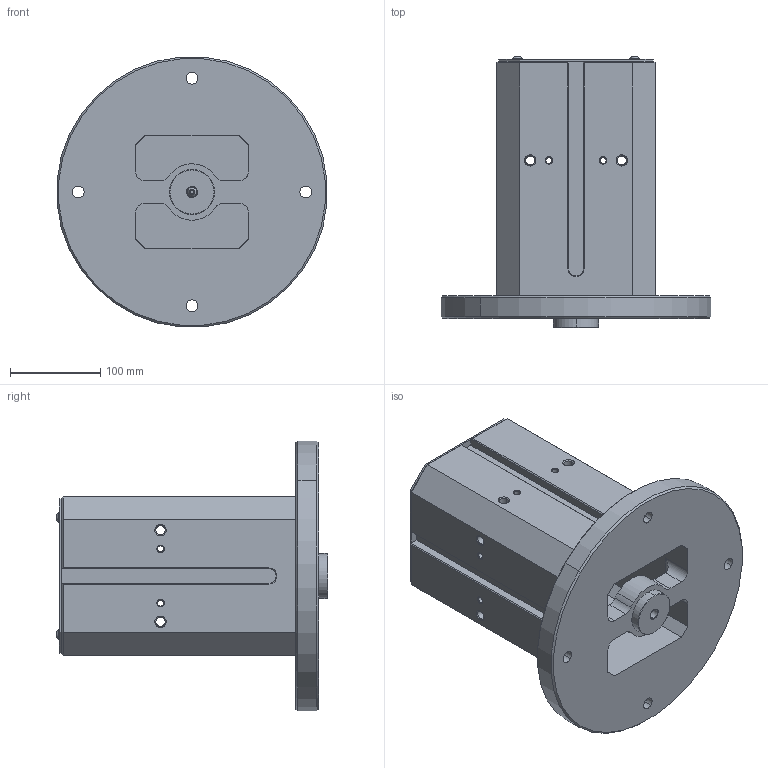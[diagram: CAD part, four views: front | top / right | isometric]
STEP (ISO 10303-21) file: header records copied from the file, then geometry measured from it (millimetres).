
FILE_DESCRIPTION (( 'STEP AP203' ), '1' );
FILE_NAME ('05-0564.STEP', '2025-01-15T21:02:12', ( '' ), ( '' ), 'SwSTEP 2.0', 'SolidWorks 2023', '' );
FILE_SCHEMA (( 'CONFIG_CONTROL_DESIGN' ));
Length unit declared in the file: inch
Products named in the file (5): 10000219418_4; 10000155138_91239A321_4; 05-0564; 10000220874_2; 10000220875_2
Assembly tree (8 placements, depth 2):
  05-0564
    10000220875_2
    10000219418_4
    10000155138_91239A321_4  x5
    10000220874_2
Bounding box: 298.86 x 300.3 x 298.86 mm (x, y, z)
Volume: 5089499.3 mm3; surface area: 557681.8 mm2
Topology: 8 solids, 8 shells, 597 faces, 1593 edges, 1015 vertices
Faces by surface type: cylinder 348, plane 123, cone 111, bspline 15
Entity records: 11739 total; most frequent: CARTESIAN_POINT 3564, ORIENTED_EDGE 1622, DIRECTION 1559, EDGE_CURVE 811, AXIS2_PLACEMENT_3D 569, VERTEX_POINT 511, LINE 421, VECTOR 421
